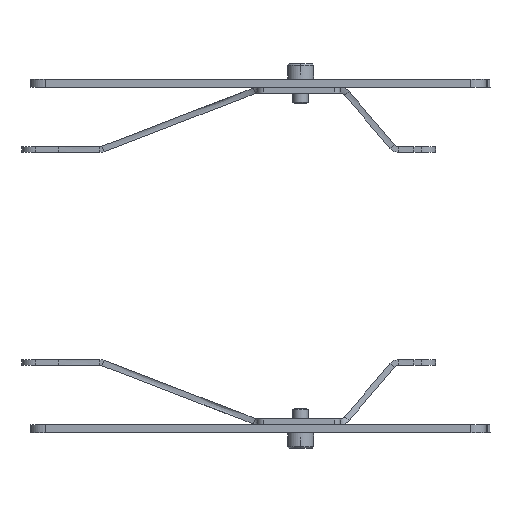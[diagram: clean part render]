
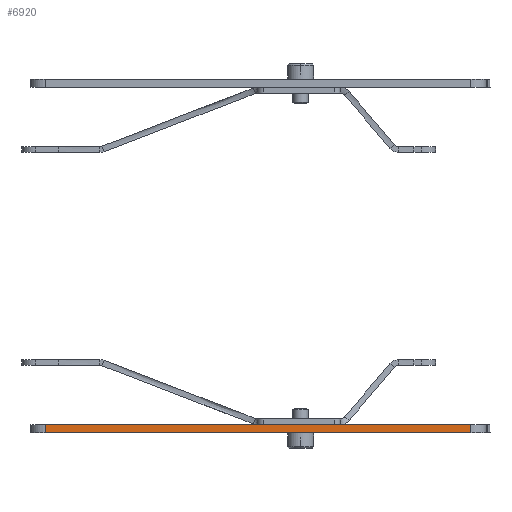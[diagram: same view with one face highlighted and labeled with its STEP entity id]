
A CAD part, front view. The second image highlights one B-rep face of the part: STEP entity #6920.
In plain terms, the highlighted planar face has unit normal (0, -1, 0).
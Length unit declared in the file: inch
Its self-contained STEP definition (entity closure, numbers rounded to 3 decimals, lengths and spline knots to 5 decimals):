
#859=DIRECTION('',(1.,0.,0.));
#860=VECTOR('',#859,5.45551);
#861=CARTESIAN_POINT('',(-3.27205,-4.2126,0.));
#862=LINE('',#861,#860);
#1384=DIRECTION('',(0.,0.,1.));
#1385=VECTOR('',#1384,0.10433);
#1386=CARTESIAN_POINT('',(2.18346,-4.2126,
-0.10433));
#1387=LINE('',#1386,#1385);
#1388=DIRECTION('',(-1.,0.,0.));
#1389=VECTOR('',#1388,5.45551);
#1390=CARTESIAN_POINT('',(2.18346,-4.2126,
-0.10433));
#1391=LINE('',#1390,#1389);
#1392=DIRECTION('',(0.,0.,1.));
#1393=VECTOR('',#1392,0.10433);
#1394=CARTESIAN_POINT('',(-3.27205,-4.2126,
-0.10433));
#1395=LINE('',#1394,#1393);
#4641=CARTESIAN_POINT('',(2.18346,-4.2126,0.));
#4643=VERTEX_POINT('',#4641);
#4647=CARTESIAN_POINT('',(2.18346,-4.2126,
-0.10433));
#4648=VERTEX_POINT('',#4647);
#4673=CARTESIAN_POINT('',(-3.27205,-4.2126,
-0.10433));
#4674=VERTEX_POINT('',#4673);
#4675=CARTESIAN_POINT('',(-3.27205,-4.2126,0.));
#4676=VERTEX_POINT('',#4675);
#6908=CARTESIAN_POINT('',(2.02598,-4.2126,0.));
#6909=DIRECTION('',(0.,-1.,0.));
#6910=DIRECTION('',(-1.,0.,0.));
#6911=AXIS2_PLACEMENT_3D('',#6908,#6909,#6910);
#6912=PLANE('',#6911);
#6913=ORIENTED_EDGE('',*,*,#6903,.F.);
#6914=ORIENTED_EDGE('',*,*,#6749,.T.);
#6916=ORIENTED_EDGE('',*,*,#6915,.T.);
#6917=ORIENTED_EDGE('',*,*,#6545,.T.);
#6918=EDGE_LOOP('',(#6913,#6914,#6916,#6917));
#6919=FACE_OUTER_BOUND('',#6918,.F.);
#6920=ADVANCED_FACE('',(#6919),#6912,.T.);
#6545=EDGE_CURVE('',#4676,#4643,#862,.T.);
#6749=EDGE_CURVE('',#4648,#4674,#1391,.T.);
#6903=EDGE_CURVE('',#4648,#4643,#1387,.T.);
#6915=EDGE_CURVE('',#4674,#4676,#1395,.T.);
